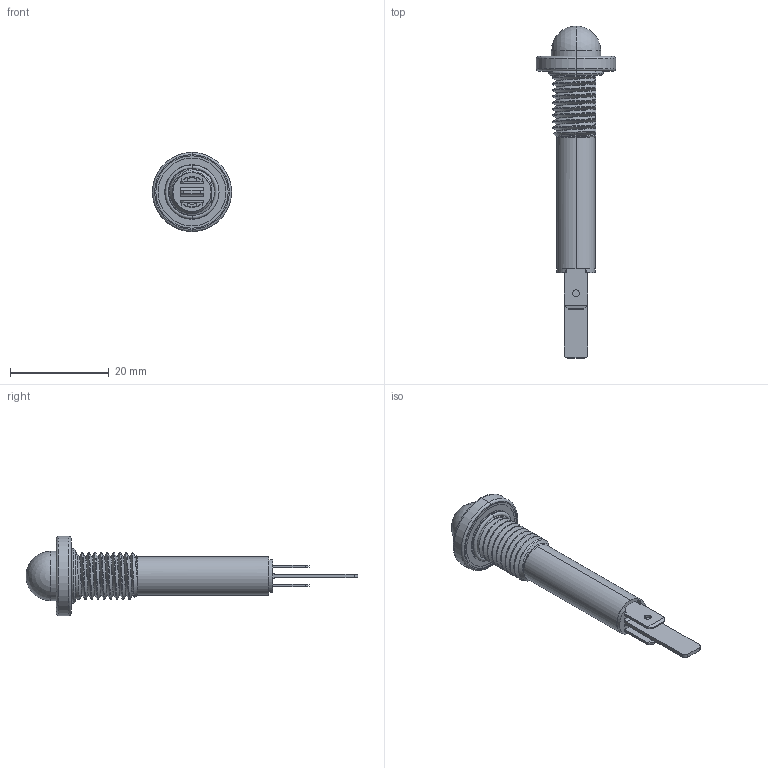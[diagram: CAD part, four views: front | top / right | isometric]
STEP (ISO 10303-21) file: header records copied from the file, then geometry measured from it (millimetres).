
FILE_DESCRIPTION (( 'STEP AP214' ), '1' );
FILE_NAME ('6000Q SERIES OIL-TIGHT.STEP', '2018-02-06T17:44:20', ( '' ), ( '' ), 'SwSTEP 2.0', 'SolidWorks 2016', '' );
FILE_SCHEMA (( 'AUTOMOTIVE_DESIGN' ));
Length unit declared in the file: inch
Products named in the file (12): 6000Q SERIES  OIL-TIGHT; MT3721-A9709; MR1155E - 1k Res_TUBING; 4304H7; MR1291 & MR3671 - B11442; MZ4131; MZ1131-B3277; MT4472T-D9466_For General ASSY; MB1333x B10033; E54861BK_WITH THREATH; E53204-09 - C6820; D11456 - B13071_D11456-01
Assembly tree (13 placements, depth 2):
  6000Q SERIES  OIL-TIGHT
    D11456 - B13071_D11456-01
    E53204-09 - C6820
    E54861BK_WITH THREATH
    MB1333x B10033
    MT4472T-D9466_For General ASSY  x2
    MZ1131-B3277
    MZ4131
    MR1291 & MR3671 - B11442
    4304H7
    MR1155E - 1k Res_TUBING
    MT3721-A9709  x2
Bounding box: 16 x 67.14 x 16 mm (x, y, z)
Volume: 2071.4 mm3; surface area: 5770.9 mm2
Topology: 15 solids, 15 shells, 448 faces, 1169 edges, 756 vertices
Faces by surface type: plane 221, cylinder 135, cone 46, sphere 26, torus 17, bspline 3
Entity records: 17365 total; most frequent: CARTESIAN_POINT 6113, ORIENTED_EDGE 2050, DIRECTION 1997, EDGE_CURVE 1025, AXIS2_PLACEMENT_3D 737, VERTEX_POINT 664, LINE 523, VECTOR 523
